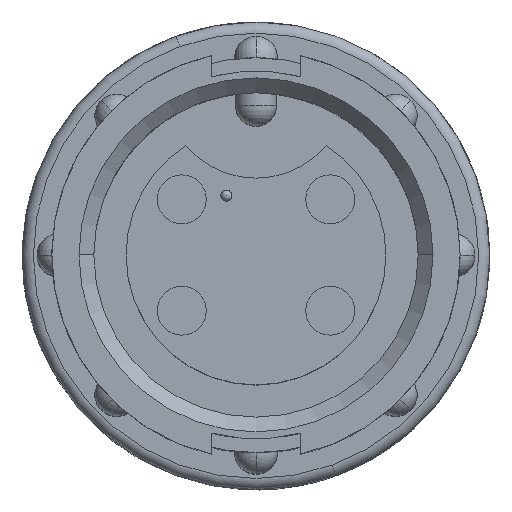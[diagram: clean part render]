
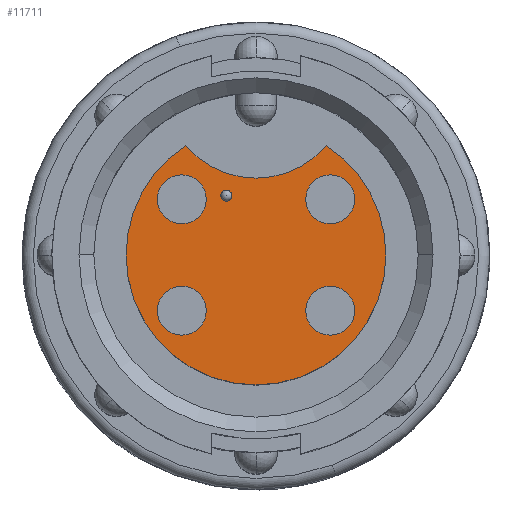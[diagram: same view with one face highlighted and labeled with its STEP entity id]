
A CAD part, top view. The second image highlights one B-rep face of the part: STEP entity #11711.
In plain terms, the highlighted planar face has unit normal (0, 0, 1).
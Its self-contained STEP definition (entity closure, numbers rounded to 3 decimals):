
#337 = DIRECTION ( 'NONE',  ( 1., 0., 0. ) ) ;
#544 = EDGE_LOOP ( 'NONE', ( #3420, #12082 ) ) ;
#707 = ORIENTED_EDGE ( 'NONE', *, *, #13022, .F. ) ;
#739 = EDGE_CURVE ( 'NONE', #6381, #15157, #5041, .T. ) ;
#748 = EDGE_CURVE ( 'NONE', #6028, #1942, #9952, .T. ) ;
#963 = DIRECTION ( 'NONE',  ( 0., 0., 1. ) ) ;
#1036 = AXIS2_PLACEMENT_3D ( 'NONE', #5384, #6678, #8066 ) ;
#1255 = ORIENTED_EDGE ( 'NONE', *, *, #11727, .T. ) ;
#1294 = CIRCLE ( 'NONE', #1036, 4.445 ) ;
#1414 = CARTESIAN_POINT ( 'NONE',  ( -2.54, -1.905, -1.651 ) ) ;
#1544 = EDGE_LOOP ( 'NONE', ( #3368, #1895 ) ) ;
#1643 = DIRECTION ( 'NONE',  ( 1., 0., 0. ) ) ;
#1746 = DIRECTION ( 'NONE',  ( 1., 0., 0. ) ) ;
#1895 = ORIENTED_EDGE ( 'NONE', *, *, #7730, .F. ) ;
#1942 = VERTEX_POINT ( 'NONE', #11514 ) ;
#1945 = EDGE_CURVE ( 'NONE', #3682, #8784, #5938, .T. ) ;
#2047 = EDGE_CURVE ( 'NONE', #10188, #5722, #10325, .T. ) ;
#2114 = DIRECTION ( 'NONE',  ( 0., 0., 1. ) ) ;
#2289 = FACE_BOUND ( 'NONE', #1544, .T. ) ;
#2329 = ORIENTED_EDGE ( 'NONE', *, *, #1945, .T. ) ;
#2386 = CARTESIAN_POINT ( 'NONE',  ( 0., 5.804, -1.651 ) ) ;
#2547 = EDGE_CURVE ( 'NONE', #15157, #6381, #9314, .T. ) ;
#2699 = DIRECTION ( 'NONE',  ( 0., 0., 1. ) ) ;
#2802 = CARTESIAN_POINT ( 'NONE',  ( -1.016, 2.032, -1.651 ) ) ;
#3121 = CARTESIAN_POINT ( 'NONE',  ( -3.378, 1.905, -1.651 ) ) ;
#3338 = ORIENTED_EDGE ( 'NONE', *, *, #7163, .F. ) ;
#3368 = ORIENTED_EDGE ( 'NONE', *, *, #12457, .F. ) ;
#3402 = CARTESIAN_POINT ( 'NONE',  ( 2.54, -1.905, -1.651 ) ) ;
#3420 = ORIENTED_EDGE ( 'NONE', *, *, #12212, .F. ) ;
#3507 = DIRECTION ( 'NONE',  ( 0., 0., 1. ) ) ;
#3640 = CIRCLE ( 'NONE', #11894, 0.838 ) ;
#3667 = CARTESIAN_POINT ( 'NONE',  ( -4.445, 0., -1.651 ) ) ;
#3678 = ORIENTED_EDGE ( 'NONE', *, *, #2547, .F. ) ;
#3682 = VERTEX_POINT ( 'NONE', #3667 ) ;
#3761 = EDGE_CURVE ( 'NONE', #15653, #5876, #14601, .T. ) ;
#3936 = CARTESIAN_POINT ( 'NONE',  ( -2.409, 3.736, -1.651 ) ) ;
#4124 = DIRECTION ( 'NONE',  ( 0., 0., 1. ) ) ;
#4159 = CARTESIAN_POINT ( 'NONE',  ( 2.54, 1.905, -1.651 ) ) ;
#4177 = VERTEX_POINT ( 'NONE', #8437 ) ;
#4204 = FACE_BOUND ( 'NONE', #13733, .T. ) ;
#4523 = CIRCLE ( 'NONE', #13575, 0.838 ) ;
#4683 = DIRECTION ( 'NONE',  ( 1., 0., 0. ) ) ;
#4760 = CARTESIAN_POINT ( 'NONE',  ( -2.54, -1.905, -1.651 ) ) ;
#4838 = CARTESIAN_POINT ( 'NONE',  ( 1.702, 1.905, -1.651 ) ) ;
#4925 = AXIS2_PLACEMENT_3D ( 'NONE', #6723, #10369, #1643 ) ;
#5041 = CIRCLE ( 'NONE', #7365, 0.838 ) ;
#5112 = CARTESIAN_POINT ( 'NONE',  ( -2.54, 1.905, -1.651 ) ) ;
#5172 = AXIS2_PLACEMENT_3D ( 'NONE', #12840, #13993, #5418 ) ;
#5182 = FACE_BOUND ( 'NONE', #12423, .T. ) ;
#5384 = CARTESIAN_POINT ( 'NONE',  ( 0., 0., -1.651 ) ) ;
#5405 = AXIS2_PLACEMENT_3D ( 'NONE', #1414, #13617, #9002 ) ;
#5416 = AXIS2_PLACEMENT_3D ( 'NONE', #4159, #5454, #1746 ) ;
#5418 = DIRECTION ( 'NONE',  ( -1., 0., 0. ) ) ;
#5454 = DIRECTION ( 'NONE',  ( 0., 0., 1. ) ) ;
#5722 = VERTEX_POINT ( 'NONE', #8949 ) ;
#5876 = VERTEX_POINT ( 'NONE', #8148 ) ;
#5938 = CIRCLE ( 'NONE', #11093, 4.445 ) ;
#6028 = VERTEX_POINT ( 'NONE', #11771 ) ;
#6218 = CIRCLE ( 'NONE', #10096, 0.838 ) ;
#6243 = DIRECTION ( 'NONE',  ( -1., 0., 0. ) ) ;
#6273 = EDGE_CURVE ( 'NONE', #5722, #10188, #11977, .T. ) ;
#6338 = AXIS2_PLACEMENT_3D ( 'NONE', #2386, #3507, #12300 ) ;
#6381 = VERTEX_POINT ( 'NONE', #15142 ) ;
#6547 = PLANE ( 'NONE',  #5172 ) ;
#6678 = DIRECTION ( 'NONE',  ( 0., 0., 1. ) ) ;
#6723 = CARTESIAN_POINT ( 'NONE',  ( -2.54, 1.905, -1.651 ) ) ;
#7163 = EDGE_CURVE ( 'NONE', #9827, #13859, #4523, .T. ) ;
#7304 = ORIENTED_EDGE ( 'NONE', *, *, #3761, .F. ) ;
#7365 = AXIS2_PLACEMENT_3D ( 'NONE', #5112, #14811, #13769 ) ;
#7486 = ORIENTED_EDGE ( 'NONE', *, *, #8856, .T. ) ;
#7730 = EDGE_CURVE ( 'NONE', #9472, #4177, #8523, .T. ) ;
#7731 = DIRECTION ( 'NONE',  ( 0., 0., 1. ) ) ;
#7904 = ORIENTED_EDGE ( 'NONE', *, *, #6273, .F. ) ;
#7984 = CARTESIAN_POINT ( 'NONE',  ( 4.445, 0., -1.651 ) ) ;
#8066 = DIRECTION ( 'NONE',  ( 1., 0., 0. ) ) ;
#8148 = CARTESIAN_POINT ( 'NONE',  ( 2.409, 3.736, -1.651 ) ) ;
#8329 = ORIENTED_EDGE ( 'NONE', *, *, #2047, .F. ) ;
#8437 = CARTESIAN_POINT ( 'NONE',  ( -1.702, -1.905, -1.651 ) ) ;
#8523 = CIRCLE ( 'NONE', #5405, 0.838 ) ;
#8766 = CARTESIAN_POINT ( 'NONE',  ( -1.016, 2.032, -1.651 ) ) ;
#8784 = VERTEX_POINT ( 'NONE', #7984 ) ;
#8856 = EDGE_CURVE ( 'NONE', #8784, #5876, #1294, .T. ) ;
#8949 = CARTESIAN_POINT ( 'NONE',  ( 3.378, 1.905, -1.651 ) ) ;
#9002 = DIRECTION ( 'NONE',  ( 1., 0., 0. ) ) ;
#9141 = FACE_OUTER_BOUND ( 'NONE', #9377, .T. ) ;
#9173 = AXIS2_PLACEMENT_3D ( 'NONE', #8766, #2699, #6243 ) ;
#9314 = CIRCLE ( 'NONE', #4925, 0.838 ) ;
#9322 = AXIS2_PLACEMENT_3D ( 'NONE', #2802, #7731, #14999 ) ;
#9377 = EDGE_LOOP ( 'NONE', ( #1255, #2329, #7486, #7304 ) ) ;
#9472 = VERTEX_POINT ( 'NONE', #11302 ) ;
#9541 = CARTESIAN_POINT ( 'NONE',  ( 2.54, -1.905, -1.651 ) ) ;
#9701 = DIRECTION ( 'NONE',  ( 1., 0., 0. ) ) ;
#9753 = DIRECTION ( 'NONE',  ( 0., 0., 1. ) ) ;
#9827 = VERTEX_POINT ( 'NONE', #10665 ) ;
#9828 = CIRCLE ( 'NONE', #14202, 4.445 ) ;
#9927 = AXIS2_PLACEMENT_3D ( 'NONE', #9992, #9753, #14670 ) ;
#9952 = CIRCLE ( 'NONE', #9173, 0.19 ) ;
#9992 = CARTESIAN_POINT ( 'NONE',  ( 2.54, 1.905, -1.651 ) ) ;
#10092 = EDGE_LOOP ( 'NONE', ( #3338, #707 ) ) ;
#10096 = AXIS2_PLACEMENT_3D ( 'NONE', #4760, #11067, #9701 ) ;
#10188 = VERTEX_POINT ( 'NONE', #4838 ) ;
#10304 = CARTESIAN_POINT ( 'NONE',  ( 0., 0., -1.651 ) ) ;
#10325 = CIRCLE ( 'NONE', #5416, 0.838 ) ;
#10369 = DIRECTION ( 'NONE',  ( 0., 0., 1. ) ) ;
#10665 = CARTESIAN_POINT ( 'NONE',  ( 3.378, -1.905, -1.651 ) ) ;
#11067 = DIRECTION ( 'NONE',  ( 0., 0., 1. ) ) ;
#11093 = AXIS2_PLACEMENT_3D ( 'NONE', #10304, #13037, #15228 ) ;
#11194 = ORIENTED_EDGE ( 'NONE', *, *, #739, .F. ) ;
#11302 = CARTESIAN_POINT ( 'NONE',  ( -3.378, -1.905, -1.651 ) ) ;
#11380 = CIRCLE ( 'NONE', #9322, 0.19 ) ;
#11514 = CARTESIAN_POINT ( 'NONE',  ( -1.207, 2.032, -1.651 ) ) ;
#11711 = ADVANCED_FACE ( 'NONE', ( #2289, #15837, #5182, #4204, #9141, #13911 ), #6547, .F. ) ;
#11727 = EDGE_CURVE ( 'NONE', #15653, #3682, #9828, .T. ) ;
#11771 = CARTESIAN_POINT ( 'NONE',  ( -0.826, 2.032, -1.651 ) ) ;
#11894 = AXIS2_PLACEMENT_3D ( 'NONE', #9541, #963, #4683 ) ;
#11977 = CIRCLE ( 'NONE', #9927, 0.838 ) ;
#12082 = ORIENTED_EDGE ( 'NONE', *, *, #748, .F. ) ;
#12212 = EDGE_CURVE ( 'NONE', #1942, #6028, #11380, .T. ) ;
#12300 = DIRECTION ( 'NONE',  ( 1., 0., 0. ) ) ;
#12423 = EDGE_LOOP ( 'NONE', ( #7904, #8329 ) ) ;
#12457 = EDGE_CURVE ( 'NONE', #4177, #9472, #6218, .T. ) ;
#12840 = CARTESIAN_POINT ( 'NONE',  ( 0., 0., -1.651 ) ) ;
#13022 = EDGE_CURVE ( 'NONE', #13859, #9827, #3640, .T. ) ;
#13037 = DIRECTION ( 'NONE',  ( 0., 0., 1. ) ) ;
#13575 = AXIS2_PLACEMENT_3D ( 'NONE', #3402, #2114, #15745 ) ;
#13617 = DIRECTION ( 'NONE',  ( 0., 0., 1. ) ) ;
#13733 = EDGE_LOOP ( 'NONE', ( #11194, #3678 ) ) ;
#13769 = DIRECTION ( 'NONE',  ( 1., 0., 0. ) ) ;
#13859 = VERTEX_POINT ( 'NONE', #14921 ) ;
#13911 = FACE_BOUND ( 'NONE', #544, .T. ) ;
#13993 = DIRECTION ( 'NONE',  ( 0., 0., -1. ) ) ;
#14202 = AXIS2_PLACEMENT_3D ( 'NONE', #15038, #4124, #337 ) ;
#14601 = CIRCLE ( 'NONE', #6338, 3.175 ) ;
#14670 = DIRECTION ( 'NONE',  ( 1., 0., 0. ) ) ;
#14811 = DIRECTION ( 'NONE',  ( 0., 0., 1. ) ) ;
#14921 = CARTESIAN_POINT ( 'NONE',  ( 1.702, -1.905, -1.651 ) ) ;
#14999 = DIRECTION ( 'NONE',  ( -1., 0., 0. ) ) ;
#15038 = CARTESIAN_POINT ( 'NONE',  ( 0., 0., -1.651 ) ) ;
#15142 = CARTESIAN_POINT ( 'NONE',  ( -1.702, 1.905, -1.651 ) ) ;
#15157 = VERTEX_POINT ( 'NONE', #3121 ) ;
#15228 = DIRECTION ( 'NONE',  ( 1., 0., 0. ) ) ;
#15653 = VERTEX_POINT ( 'NONE', #3936 ) ;
#15745 = DIRECTION ( 'NONE',  ( 1., 0., 0. ) ) ;
#15837 = FACE_BOUND ( 'NONE', #10092, .T. ) ;
